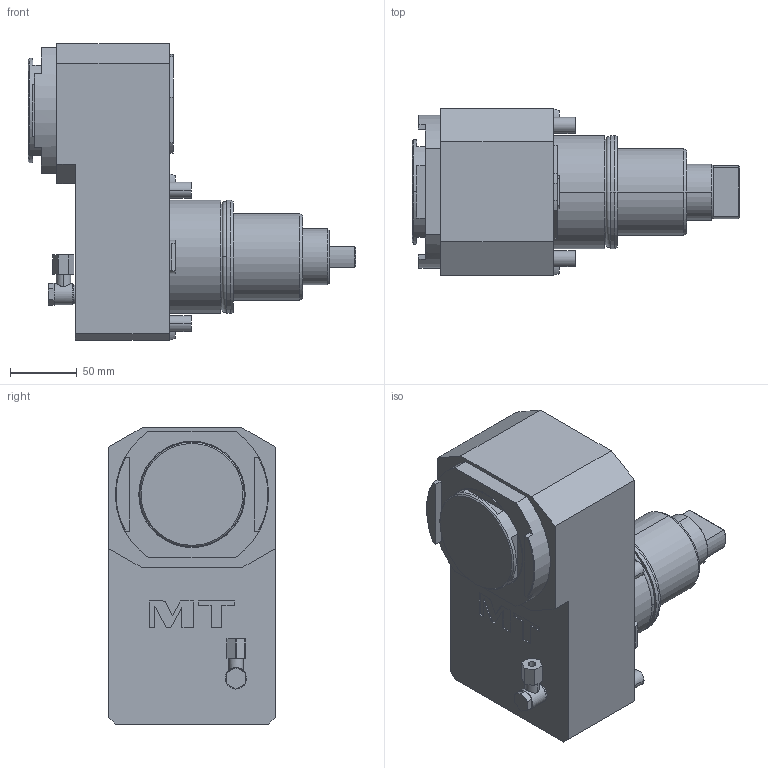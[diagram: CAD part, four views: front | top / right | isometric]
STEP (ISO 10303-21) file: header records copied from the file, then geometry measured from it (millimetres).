
FILE_DESCRIPTION((''),'2;1');
FILE_NAME('DWO2122140_CONF','2023-05-12T09:28:30',('gvalli'),('M.T. srl'),'CREO PARAMETRIC BY PTC INC, 2021072','CREO PARAMETRIC BY PTC INC, 2021072','');
FILE_SCHEMA(('CONFIG_CONTROL_DESIGN'));
Length unit declared in the file: millimetre
Products named in the file (1): DWO2122140_CONF
Bounding box: 246 x 125 x 222.5 mm (x, y, z)
Volume: 2776235.8 mm3; surface area: 162934 mm2
Topology: 1 solids, 1 shells, 235 faces, 565 edges, 364 vertices
Faces by surface type: plane 143, cylinder 68, cone 18, torus 4, extrusion 2
Entity records: 7008 total; most frequent: CARTESIAN_POINT 1379, DIRECTION 1189, ORIENTED_EDGE 1130, EDGE_CURVE 565, AXIS2_PLACEMENT_3D 425, VERTEX_POINT 364, VECTOR 339, LINE 337
